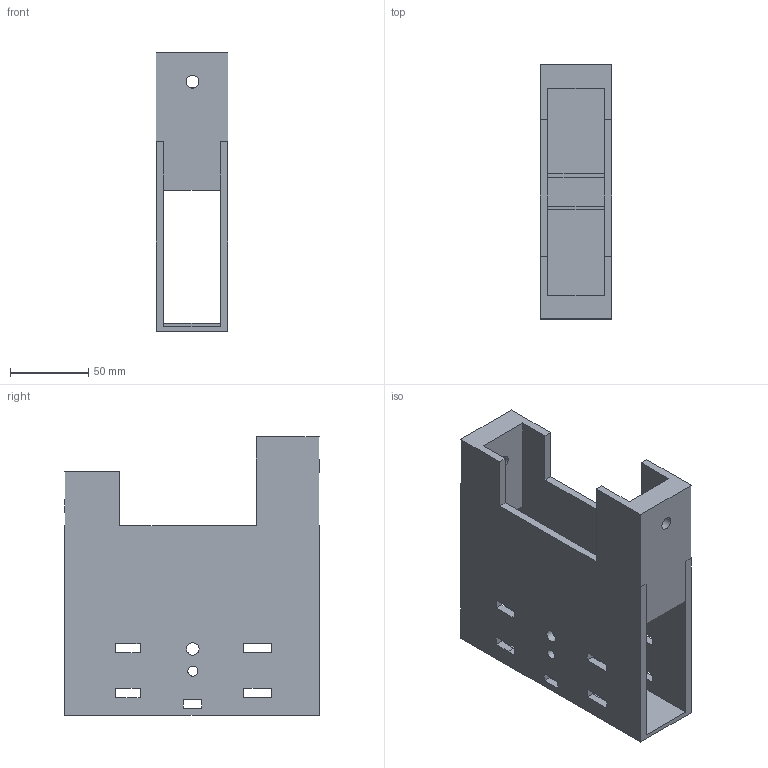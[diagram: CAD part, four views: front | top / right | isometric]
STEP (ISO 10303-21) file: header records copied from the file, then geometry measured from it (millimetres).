
FILE_DESCRIPTION(/* description */ (''),/* implementation_level */ '2;1');
FILE_NAME(/* name */ 'MainBody.step',/* time_stamp */ '2026-01-13T17:12:37-06:00',/* author */ (''),/* organization */ (''),/* preprocessor_version */ 'ST-DEVELOPER v20.1',/* originating_system */ 'Autodesk Translation Framework v14.21.0.0',/* authorisation */ '');
FILE_SCHEMA (('AUTOMOTIVE_DESIGN { 1 0 10303 214 3 1 1 }'));
Length unit declared in the file: millimetre
Products named in the file (1): 2026-01-13-17-12-37-373
Bounding box: 46 x 162.98 x 178.4 mm (x, y, z)
Volume: 328420.4 mm3; surface area: 121547 mm2
Topology: 1 solids, 1 shells, 96 faces, 290 edges, 192 vertices
Faces by surface type: plane 84, cylinder 12
Full cylindrical faces by diameter (mm): 6.4 x2, 8 x2, 8.2 x2
Entity records: 3311 total; most frequent: ORIENTED_EDGE 580, CARTESIAN_POINT 579, DIRECTION 508, EDGE_CURVE 290, LINE 266, VECTOR 266, VERTEX_POINT 192, EDGE_LOOP 128
